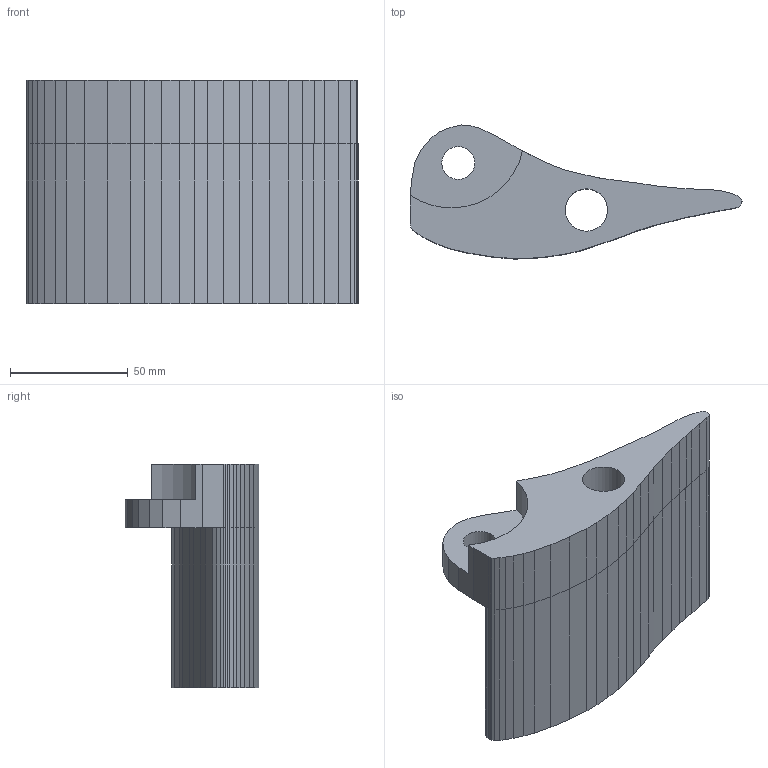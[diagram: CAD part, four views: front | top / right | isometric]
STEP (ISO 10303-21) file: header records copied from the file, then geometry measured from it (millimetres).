
FILE_DESCRIPTION(('FreeCAD Model'),'2;1');
FILE_NAME('Open CASCADE Shape Model','2024-09-11T21:30:48',(''),(''), 'Open CASCADE STEP processor 7.6','FreeCAD','Unknown');
FILE_SCHEMA(('AUTOMOTIVE_DESIGN { 1 0 10303 214 1 1 1 1 }'));
Length unit declared in the file: millimetre
Products named in the file (1): Pocket001
Bounding box: 141.15 x 56.91 x 95 mm (x, y, z)
Volume: 297000.6 mm3; surface area: 43000 mm2
Topology: 1 solids, 1 shells, 139 faces, 395 edges, 258 vertices
Faces by surface type: plane 136, cylinder 3
Full cylindrical faces by diameter (mm): 14 x1, 18 x1
Entity records: 4437 total; most frequent: CARTESIAN_POINT 793, ORIENTED_EDGE 790, DIRECTION 681, EDGE_CURVE 395, LINE 389, VECTOR 389, VERTEX_POINT 258, AXIS2_PLACEMENT_3D 146
